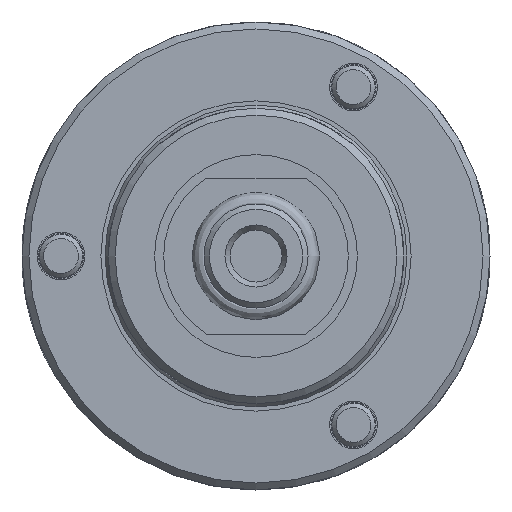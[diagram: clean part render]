
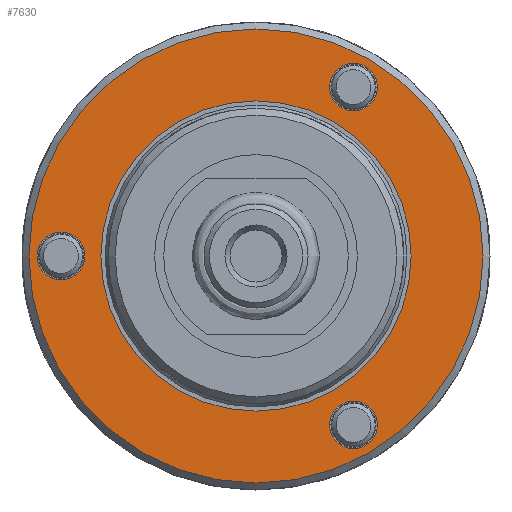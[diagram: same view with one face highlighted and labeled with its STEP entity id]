
A CAD part, left-side view. The second image highlights one B-rep face of the part: STEP entity #7630.
In plain terms, the highlighted planar face has unit normal (-1, 0, 0).
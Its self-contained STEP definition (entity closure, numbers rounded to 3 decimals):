
#302=FACE_BOUND('',#2627,.T.);
#303=FACE_BOUND('',#2628,.T.);
#304=FACE_BOUND('',#2629,.T.);
#305=FACE_BOUND('',#2630,.T.);
#419=PLANE('',#8150);
#1347=CIRCLE('',#7765,2.75);
#1359=CIRCLE('',#7781,26.2);
#1366=CIRCLE('',#7794,2.75);
#1376=CIRCLE('',#7807,2.75);
#1576=CIRCLE('',#8151,17.9);
#1577=CIRCLE('',#8152,17.9);
#2167=FACE_OUTER_BOUND('',#2626,.T.);
#2626=EDGE_LOOP('',(#6697));
#2627=EDGE_LOOP('',(#6698));
#2628=EDGE_LOOP('',(#6699));
#2629=EDGE_LOOP('',(#6700));
#2630=EDGE_LOOP('',(#6701,#6702));
#3078=VERTEX_POINT('',#10253);
#3094=VERTEX_POINT('',#10292);
#3104=VERTEX_POINT('',#10368);
#3117=VERTEX_POINT('',#10399);
#3659=VERTEX_POINT('',#18100);
#3660=VERTEX_POINT('',#18101);
#3850=EDGE_CURVE('',#3078,#3078,#1347,.T.);
#3870=EDGE_CURVE('',#3094,#3094,#1359,.T.);
#3885=EDGE_CURVE('',#3104,#3104,#1366,.T.);
#3900=EDGE_CURVE('',#3117,#3117,#1376,.T.);
#4717=EDGE_CURVE('',#3659,#3660,#1576,.T.);
#4718=EDGE_CURVE('',#3660,#3659,#1577,.T.);
#6697=ORIENTED_EDGE('',*,*,#3870,.F.);
#6698=ORIENTED_EDGE('',*,*,#3850,.T.);
#6699=ORIENTED_EDGE('',*,*,#3885,.T.);
#6700=ORIENTED_EDGE('',*,*,#3900,.T.);
#6701=ORIENTED_EDGE('',*,*,#4717,.T.);
#6702=ORIENTED_EDGE('',*,*,#4718,.T.);
#7630=ADVANCED_FACE('',(#2167,#302,#303,#304,#305),#419,.T.);
#7765=AXIS2_PLACEMENT_3D('',#10254,#8379,#8380);
#7781=AXIS2_PLACEMENT_3D('',#10294,#8419,#8420);
#7794=AXIS2_PLACEMENT_3D('',#10369,#8449,#8450);
#7807=AXIS2_PLACEMENT_3D('',#10400,#8480,#8481);
#8150=AXIS2_PLACEMENT_3D('',#18099,#9485,#9486);
#8151=AXIS2_PLACEMENT_3D('',#18102,#9487,#9488);
#8152=AXIS2_PLACEMENT_3D('',#18103,#9489,#9490);
#8379=DIRECTION('center_axis',(1.,0.,0.));
#8380=DIRECTION('ref_axis',(0.,0.,-1.));
#8419=DIRECTION('center_axis',(1.,0.,0.));
#8420=DIRECTION('ref_axis',(0.,-1.,0.));
#8449=DIRECTION('center_axis',(1.,0.,0.));
#8450=DIRECTION('ref_axis',(0.,0.866,0.5));
#8480=DIRECTION('center_axis',(1.,0.,0.));
#8481=DIRECTION('ref_axis',(0.,-0.866,0.5));
#9485=DIRECTION('center_axis',(-1.,0.,0.));
#9486=DIRECTION('ref_axis',(0.,0.,1.));
#9487=DIRECTION('center_axis',(1.,0.,0.));
#9488=DIRECTION('ref_axis',(0.,-1.,0.));
#9489=DIRECTION('center_axis',(1.,0.,0.));
#9490=DIRECTION('ref_axis',(0.,-1.,0.));
#10253=CARTESIAN_POINT('',(5.,22.5,2.75));
#10254=CARTESIAN_POINT('Origin',(5.,22.5,0.));
#10292=CARTESIAN_POINT('',(5.,26.2,0.));
#10294=CARTESIAN_POINT('Origin',(5.,0.,0.));
#10368=CARTESIAN_POINT('',(5.,-13.632,18.111));
#10369=CARTESIAN_POINT('Origin',(5.,-11.25,19.486));
#10399=CARTESIAN_POINT('',(5.,-8.868,-20.861));
#10400=CARTESIAN_POINT('Origin',(5.,-11.25,-19.486));
#18099=CARTESIAN_POINT('Origin',(5.,21.133,0.));
#18100=CARTESIAN_POINT('',(5.,-17.9,0.));
#18101=CARTESIAN_POINT('',(5.,17.9,0.));
#18102=CARTESIAN_POINT('Origin',(5.,0.,0.));
#18103=CARTESIAN_POINT('Origin',(5.,0.,0.));
